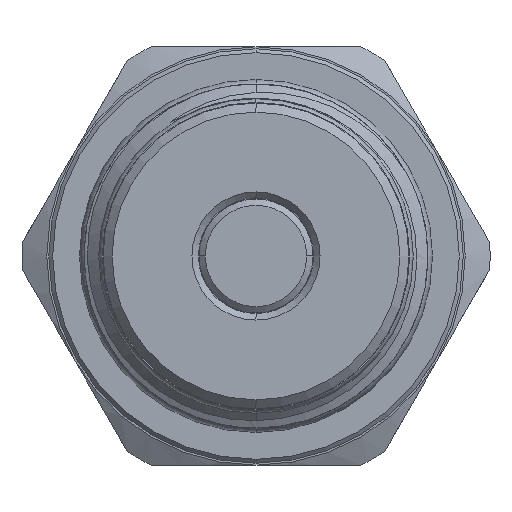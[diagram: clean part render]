
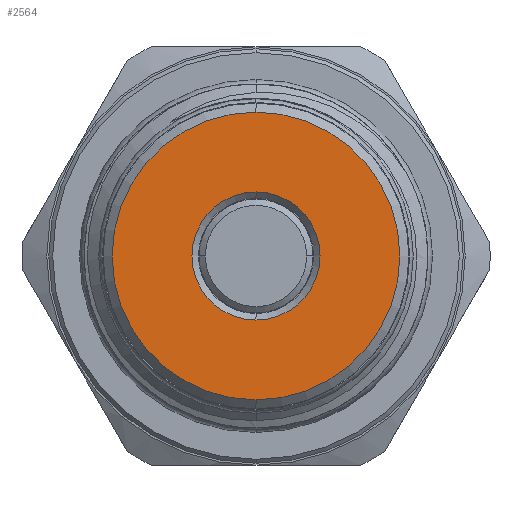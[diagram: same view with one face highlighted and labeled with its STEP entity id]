
A CAD part, left-side view. The second image highlights one B-rep face of the part: STEP entity #2564.
In plain terms, the highlighted planar face has unit normal (-1, 0, 0).
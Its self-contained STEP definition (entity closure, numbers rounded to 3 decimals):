
#80 = EDGE_CURVE ( 'NONE', #2720, #2727, #2814, .T. ) ;
#81 = EDGE_CURVE ( 'NONE', #2763, #1225, #2807, .T. ) ;
#217 = EDGE_CURVE ( 'NONE', #1225, #2763, #2943, .T. ) ;
#228 = EDGE_CURVE ( 'NONE', #2727, #2720, #2947, .T. ) ;
#376 = AXIS2_PLACEMENT_3D ( 'NONE', #3303, #3310, #3268 ) ;
#377 = AXIS2_PLACEMENT_3D ( 'NONE', #3292, #3293, #3276 ) ;
#436 = AXIS2_PLACEMENT_3D ( 'NONE', #3865, #3866, #3867 ) ;
#439 = AXIS2_PLACEMENT_3D ( 'NONE', #3934, #3935, #3936 ) ;
#507 = AXIS2_PLACEMENT_3D ( 'NONE', #5287, #5292, #5293 ) ;
#1093 = EDGE_LOOP ( 'NONE', ( #3328, #3332 ) ) ;
#1103 = EDGE_LOOP ( 'NONE', ( #4684, #4683 ) ) ;
#1225 = VERTEX_POINT ( 'NONE', #5239 ) ;
#2456 = CARTESIAN_POINT ( 'NONE',  ( -24.697, 0.237, -4.9 ) ) ;
#2463 = CARTESIAN_POINT ( 'NONE',  ( -24.697, 0.237, 4.9 ) ) ;
#2499 = CARTESIAN_POINT ( 'NONE',  ( -24.697, 0.237, -11. ) ) ;
#2564 = ADVANCED_FACE ( 'NONE', ( #3124, #3130 ), #5290, .F. ) ;
#2720 = VERTEX_POINT ( 'NONE', #2456 ) ;
#2727 = VERTEX_POINT ( 'NONE', #2463 ) ;
#2763 = VERTEX_POINT ( 'NONE', #2499 ) ;
#2807 = CIRCLE ( 'NONE', #377, 11. ) ;
#2814 = CIRCLE ( 'NONE', #376, 4.9 ) ;
#2943 = CIRCLE ( 'NONE', #436, 11. ) ;
#2947 = CIRCLE ( 'NONE', #439, 4.9 ) ;
#3124 = FACE_BOUND ( 'NONE', #1093, .T. ) ;
#3130 = FACE_OUTER_BOUND ( 'NONE', #1103, .T. ) ;
#3268 = DIRECTION ( 'NONE',  ( 0., 0., -1. ) ) ;
#3276 = DIRECTION ( 'NONE',  ( 0., 0., -1. ) ) ;
#3292 = CARTESIAN_POINT ( 'NONE',  ( -24.697, 0.237, 0. ) ) ;
#3293 = DIRECTION ( 'NONE',  ( -1., 0., 0. ) ) ;
#3303 = CARTESIAN_POINT ( 'NONE',  ( -24.697, 0.237, 0. ) ) ;
#3310 = DIRECTION ( 'NONE',  ( 1., 0., 0. ) ) ;
#3328 = ORIENTED_EDGE ( 'NONE', *, *, #228, .T. ) ;
#3332 = ORIENTED_EDGE ( 'NONE', *, *, #80, .T. ) ;
#3865 = CARTESIAN_POINT ( 'NONE',  ( -24.697, 0.237, 0. ) ) ;
#3866 = DIRECTION ( 'NONE',  ( -1., 0., 0. ) ) ;
#3867 = DIRECTION ( 'NONE',  ( 0., 0., -1. ) ) ;
#3934 = CARTESIAN_POINT ( 'NONE',  ( -24.697, 0.237, 0. ) ) ;
#3935 = DIRECTION ( 'NONE',  ( 1., 0., 0. ) ) ;
#3936 = DIRECTION ( 'NONE',  ( 0., 0., -1. ) ) ;
#4683 = ORIENTED_EDGE ( 'NONE', *, *, #217, .T. ) ;
#4684 = ORIENTED_EDGE ( 'NONE', *, *, #81, .T. ) ;
#5239 = CARTESIAN_POINT ( 'NONE',  ( -24.697, 0.237, 11. ) ) ;
#5287 = CARTESIAN_POINT ( 'NONE',  ( -24.697, 0.237, 0. ) ) ;
#5290 = PLANE ( 'NONE',  #507 ) ;
#5292 = DIRECTION ( 'NONE',  ( 1., 0., 0. ) ) ;
#5293 = DIRECTION ( 'NONE',  ( 0., 0., -1. ) ) ;
